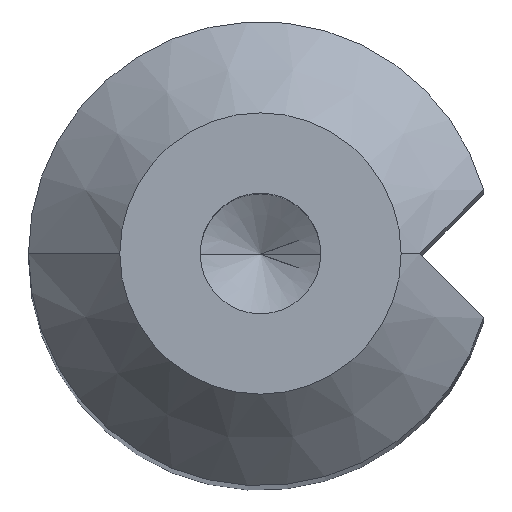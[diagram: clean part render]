
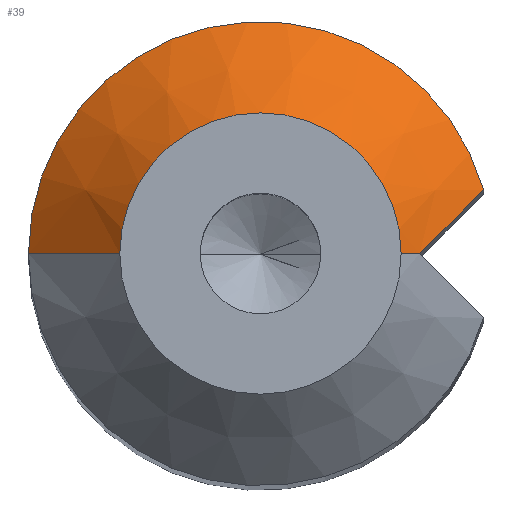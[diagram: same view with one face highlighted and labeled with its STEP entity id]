
A CAD part, top view. The second image highlights one B-rep face of the part: STEP entity #39.
In plain terms, the highlighted conical face has half-angle 45 degrees and reference radius 3.85 mm.
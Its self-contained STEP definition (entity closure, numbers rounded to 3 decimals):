
#22 = EDGE_CURVE ( 'NONE', #434, #237, #306, .T. ) ;
#35 = ORIENTED_EDGE ( 'NONE', *, *, #76, .F. ) ;
#37 = CARTESIAN_POINT ( 'NONE',  ( 4.354, 0., 37.596 ) ) ;
#39 = ADVANCED_FACE ( 'NONE', ( #77 ), #378, .T. ) ;
#56 = ORIENTED_EDGE ( 'NONE', *, *, #350, .T. ) ;
#57 = LINE ( 'NONE', #66, #226 ) ;
#66 = CARTESIAN_POINT ( 'NONE',  ( 3.85, 0., 38.1 ) ) ;
#76 = EDGE_CURVE ( 'NONE', #178, #434, #188, .T. ) ;
#77 = FACE_OUTER_BOUND ( 'NONE', #196, .T. ) ;
#124 = VERTEX_POINT ( 'NONE', #37 ) ;
#128 = ORIENTED_EDGE ( 'NONE', *, *, #223, .F. ) ;
#134 = DIRECTION ( 'NONE',  ( 1., 0., 0. ) ) ;
#135 = EDGE_CURVE ( 'NONE', #404, #178, #199, .T. ) ;
#136 = DIRECTION ( 'NONE',  ( 0., 0., 1. ) ) ;
#137 = VECTOR ( 'NONE', #208, 1000. ) ;
#141 = DIRECTION ( 'NONE',  ( 1., 0., 0. ) ) ;
#155 = DIRECTION ( 'NONE',  ( 0.707, 0., -0.707 ) ) ;
#173 = CARTESIAN_POINT ( 'NONE',  ( 0., 0., 35.6 ) ) ;
#176 = DIRECTION ( 'NONE',  ( 0., 0., -1. ) ) ;
#178 = VERTEX_POINT ( 'NONE', #471 ) ;
#188 = LINE ( 'NONE', #211, #137 ) ;
#196 = EDGE_LOOP ( 'NONE', ( #204, #56, #128, #395, #35 ) ) ;
#199 = CIRCLE ( 'NONE', #221, 3.85 ) ;
#204 = ORIENTED_EDGE ( 'NONE', *, *, #135, .F. ) ;
#208 = DIRECTION ( 'NONE',  ( -0.707, 0., -0.707 ) ) ;
#211 = CARTESIAN_POINT ( 'NONE',  ( -3.85, 0., 38.1 ) ) ;
#220 = CARTESIAN_POINT ( 'NONE',  ( 5.822, 1.468, 35.949 ) ) ;
#221 = AXIS2_PLACEMENT_3D ( 'NONE', #380, #136, #141 ) ;
#223 = EDGE_CURVE ( 'NONE', #237, #124, #289, .T. ) ;
#226 = VECTOR ( 'NONE', #155, 1000. ) ;
#237 = VERTEX_POINT ( 'NONE', #351 ) ;
#246 = DIRECTION ( 'NONE',  ( 0., 0., -1. ) ) ;
#248 = CARTESIAN_POINT ( 'NONE',  ( 4.956, 0.602, 36.963 ) ) ;
#251 = CARTESIAN_POINT ( 'NONE',  ( 5.537, 1.183, 36.293 ) ) ;
#255 = CARTESIAN_POINT ( 'NONE',  ( 4.354, 0., 37.596 ) ) ;
#285 = DIRECTION ( 'NONE',  ( -1., 0., 0. ) ) ;
#289 = B_SPLINE_CURVE_WITH_KNOTS ( 'NONE', 3,
 ( #384, #220, #251, #248, #514, #255 ),
 .UNSPECIFIED., .F., .F.,
 ( 4, 2, 4 ),
 ( 0., 0.002, 0.003 ),
 .UNSPECIFIED. ) ;
#306 = CIRCLE ( 'NONE', #453, 6.35 ) ;
#332 = CARTESIAN_POINT ( 'NONE',  ( 0., 0., 38.1 ) ) ;
#350 = EDGE_CURVE ( 'NONE', #404, #124, #57, .T. ) ;
#351 = CARTESIAN_POINT ( 'NONE',  ( 6.104, 1.75, 35.6 ) ) ;
#378 = CONICAL_SURFACE ( 'NONE', #505, 3.85, 0.785 ) ;
#380 = CARTESIAN_POINT ( 'NONE',  ( 0., 0., 38.1 ) ) ;
#383 = CARTESIAN_POINT ( 'NONE',  ( 3.85, 0., 38.1 ) ) ;
#384 = CARTESIAN_POINT ( 'NONE',  ( 6.104, 1.75, 35.6 ) ) ;
#395 = ORIENTED_EDGE ( 'NONE', *, *, #22, .F. ) ;
#404 = VERTEX_POINT ( 'NONE', #383 ) ;
#434 = VERTEX_POINT ( 'NONE', #438 ) ;
#438 = CARTESIAN_POINT ( 'NONE',  ( -6.35, 0., 35.6 ) ) ;
#453 = AXIS2_PLACEMENT_3D ( 'NONE', #173, #246, #134 ) ;
#471 = CARTESIAN_POINT ( 'NONE',  ( -3.85, 0., 38.1 ) ) ;
#505 = AXIS2_PLACEMENT_3D ( 'NONE', #332, #176, #285 ) ;
#514 = CARTESIAN_POINT ( 'NONE',  ( 4.661, 0.307, 37.289 ) ) ;
